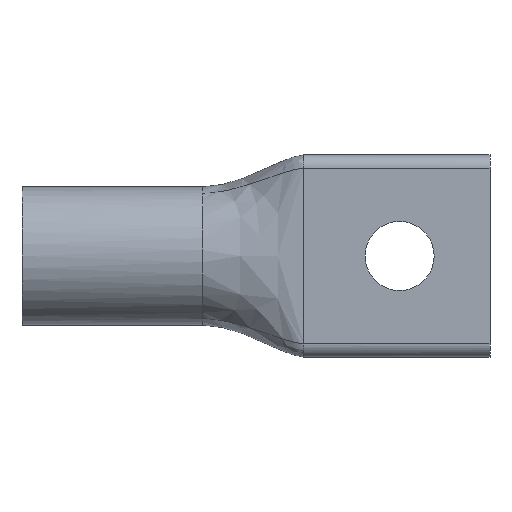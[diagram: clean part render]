
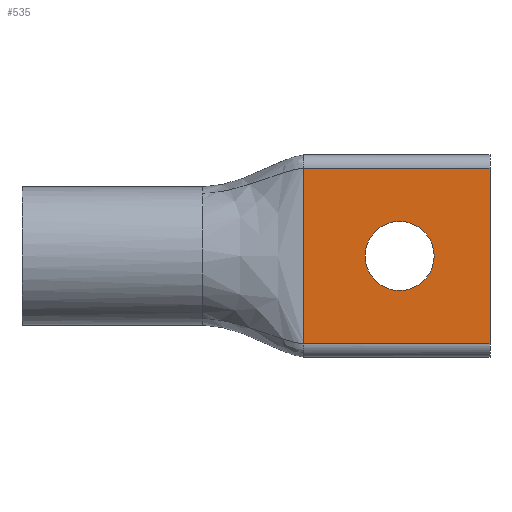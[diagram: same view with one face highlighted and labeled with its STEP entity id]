
A CAD part, front view. The second image highlights one B-rep face of the part: STEP entity #535.
In plain terms, the highlighted planar face has unit normal (0, -1, 0).
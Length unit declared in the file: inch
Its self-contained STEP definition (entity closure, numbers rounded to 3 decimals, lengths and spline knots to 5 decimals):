
#8 = VERTEX_POINT ( 'NONE', #425 ) ;
#41 = ORIENTED_EDGE ( 'NONE', *, *, #1447, .F. ) ;
#104 = VERTEX_POINT ( 'NONE', #990 ) ;
#154 = EDGE_CURVE ( 'NONE', #195, #1155, #605, .T. ) ;
#162 = DIRECTION ( 'NONE',  ( 0., 0., 1. ) ) ;
#183 = LINE ( 'NONE', #572, #561 ) ;
#195 = VERTEX_POINT ( 'NONE', #1253 ) ;
#260 = CARTESIAN_POINT ( 'NONE',  ( 2.75, 0., 0. ) ) ;
#355 = DIRECTION ( 'NONE',  ( 0., 0., -1. ) ) ;
#359 = ORIENTED_EDGE ( 'NONE', *, *, #1444, .F. ) ;
#369 = DIRECTION ( 'NONE',  ( 0., 1., 0. ) ) ;
#370 = CARTESIAN_POINT ( 'NONE',  ( 3.94774, 0., 0. ) ) ;
#384 = ORIENTED_EDGE ( 'NONE', *, *, #1113, .T. ) ;
#425 = CARTESIAN_POINT ( 'NONE',  ( 2.75, 0., 0.51562 ) ) ;
#439 = LINE ( 'NONE', #1032, #745 ) ;
#510 = CARTESIAN_POINT ( 'NONE',  ( 2.75, 0., -0.51562 ) ) ;
#535 = ADVANCED_FACE ( 'NONE', ( #786, #1795 ), #1087, .T. ) ;
#560 = ORIENTED_EDGE ( 'NONE', *, *, #1397, .T. ) ;
#561 = VECTOR ( 'NONE', #1024, 39.37008 ) ;
#572 = CARTESIAN_POINT ( 'NONE',  ( 3.94774, 0., 0.51562 ) ) ;
#605 = LINE ( 'NONE', #1073, #1727 ) ;
#622 = CIRCLE ( 'NONE', #1639, 0.203 ) ;
#745 = VECTOR ( 'NONE', #162, 39.37008 ) ;
#764 = CARTESIAN_POINT ( 'NONE',  ( 2.21875, 0., 0. ) ) ;
#786 = FACE_OUTER_BOUND ( 'NONE', #1436, .T. ) ;
#835 = CARTESIAN_POINT ( 'NONE',  ( 2.21875, 0., 0. ) ) ;
#862 = AXIS2_PLACEMENT_3D ( 'NONE', #835, #369, #939 ) ;
#919 = DIRECTION ( 'NONE',  ( 0., 1., 0. ) ) ;
#926 = DIRECTION ( 'NONE',  ( 1., 0., 0. ) ) ;
#932 = DIRECTION ( 'NONE',  ( 0., -1., 0. ) ) ;
#939 = DIRECTION ( 'NONE',  ( 0., 0., -1. ) ) ;
#990 = CARTESIAN_POINT ( 'NONE',  ( 2.21875, 0., 0.203 ) ) ;
#1023 = ORIENTED_EDGE ( 'NONE', *, *, #1827, .T. ) ;
#1024 = DIRECTION ( 'NONE',  ( 1., 0., 0. ) ) ;
#1032 = CARTESIAN_POINT ( 'NONE',  ( 1.656, 0., 0. ) ) ;
#1073 = CARTESIAN_POINT ( 'NONE',  ( 3.94774, 0., -0.51562 ) ) ;
#1087 = PLANE ( 'NONE',  #1366 ) ;
#1113 = EDGE_CURVE ( 'NONE', #1475, #104, #622, .T. ) ;
#1121 = ORIENTED_EDGE ( 'NONE', *, *, #154, .T. ) ;
#1155 = VERTEX_POINT ( 'NONE', #510 ) ;
#1158 = CARTESIAN_POINT ( 'NONE',  ( 1.656, 0., 0.51563 ) ) ;
#1186 = CIRCLE ( 'NONE', #862, 0.203 ) ;
#1235 = DIRECTION ( 'NONE',  ( 0., 0., 1. ) ) ;
#1253 = CARTESIAN_POINT ( 'NONE',  ( 1.656, 0., -0.51562 ) ) ;
#1360 = DIRECTION ( 'NONE',  ( 0., 0., -1. ) ) ;
#1366 = AXIS2_PLACEMENT_3D ( 'NONE', #370, #932, #355 ) ;
#1397 = EDGE_CURVE ( 'NONE', #104, #1475, #1186, .T. ) ;
#1436 = EDGE_LOOP ( 'NONE', ( #359, #41, #1121, #1023 ) ) ;
#1444 = EDGE_CURVE ( 'NONE', #1722, #8, #183, .T. ) ;
#1447 = EDGE_CURVE ( 'NONE', #195, #1722, #439, .T. ) ;
#1475 = VERTEX_POINT ( 'NONE', #1598 ) ;
#1527 = LINE ( 'NONE', #260, #1787 ) ;
#1531 = EDGE_LOOP ( 'NONE', ( #384, #560 ) ) ;
#1598 = CARTESIAN_POINT ( 'NONE',  ( 2.21875, 0., -0.203 ) ) ;
#1639 = AXIS2_PLACEMENT_3D ( 'NONE', #764, #919, #1360 ) ;
#1722 = VERTEX_POINT ( 'NONE', #1158 ) ;
#1727 = VECTOR ( 'NONE', #926, 39.37008 ) ;
#1787 = VECTOR ( 'NONE', #1235, 39.37008 ) ;
#1795 = FACE_BOUND ( 'NONE', #1531, .T. ) ;
#1827 = EDGE_CURVE ( 'NONE', #1155, #8, #1527, .T. ) ;
